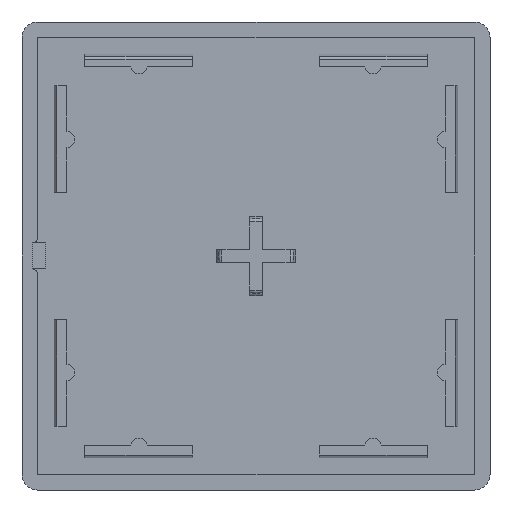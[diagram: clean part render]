
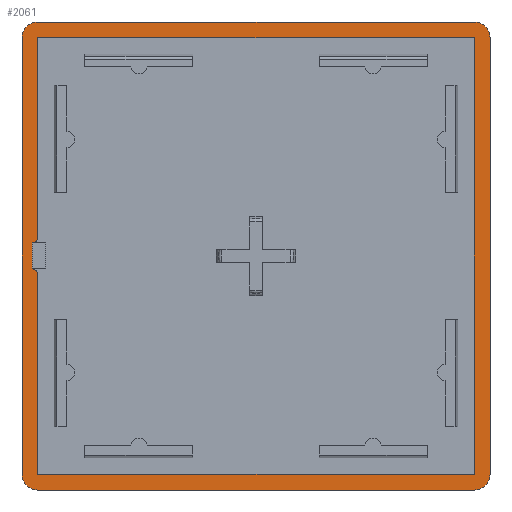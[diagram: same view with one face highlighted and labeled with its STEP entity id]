
A CAD part, front view. The second image highlights one B-rep face of the part: STEP entity #2061.
In plain terms, the highlighted planar face has unit normal (0, -1, 0).
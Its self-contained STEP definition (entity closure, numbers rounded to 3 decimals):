
#28=FACE_BOUND('',#281,.T.);
#42=PLANE('',#2239);
#153=FACE_OUTER_BOUND('',#280,.T.);
#280=EDGE_LOOP('',(#1573,#1574,#1575,#1576,#1577,#1578,#1579,#1580));
#281=EDGE_LOOP('',(#1581,#1582,#1583,#1584,#1585,#1586,#1587,#1588));
#463=LINE('',#3268,#695);
#467=LINE('',#3280,#699);
#471=LINE('',#3292,#703);
#474=LINE('',#3301,#706);
#475=LINE('',#3305,#707);
#476=LINE('',#3309,#708);
#477=LINE('',#3313,#709);
#478=LINE('',#3315,#710);
#479=LINE('',#3317,#711);
#480=LINE('',#3318,#712);
#695=VECTOR('',#2552,1000.);
#699=VECTOR('',#2564,1000.);
#703=VECTOR('',#2576,1000.);
#706=VECTOR('',#2587,1000.);
#707=VECTOR('',#2590,1000.);
#708=VECTOR('',#2593,1000.);
#709=VECTOR('',#2596,1000.);
#710=VECTOR('',#2597,1000.);
#711=VECTOR('',#2598,1000.);
#712=VECTOR('',#2599,1000.);
#867=CIRCLE('',#2225,3.);
#869=CIRCLE('',#2229,3.);
#871=CIRCLE('',#2233,3.);
#873=CIRCLE('',#2237,3.);
#874=CIRCLE('',#2240,1.);
#875=CIRCLE('',#2241,1.);
#1005=VERTEX_POINT('',#3255);
#1008=VERTEX_POINT('',#3260);
#1009=VERTEX_POINT('',#3264);
#1011=VERTEX_POINT('',#3270);
#1013=VERTEX_POINT('',#3276);
#1015=VERTEX_POINT('',#3282);
#1017=VERTEX_POINT('',#3288);
#1019=VERTEX_POINT('',#3294);
#1021=VERTEX_POINT('',#3303);
#1022=VERTEX_POINT('',#3304);
#1023=VERTEX_POINT('',#3306);
#1024=VERTEX_POINT('',#3308);
#1025=VERTEX_POINT('',#3310);
#1026=VERTEX_POINT('',#3312);
#1027=VERTEX_POINT('',#3314);
#1028=VERTEX_POINT('',#3316);
#1223=EDGE_CURVE('',#1008,#1005,#867,.T.);
#1226=EDGE_CURVE('',#1005,#1009,#463,.T.);
#1229=EDGE_CURVE('',#1009,#1011,#869,.T.);
#1232=EDGE_CURVE('',#1011,#1013,#467,.T.);
#1235=EDGE_CURVE('',#1013,#1015,#871,.T.);
#1238=EDGE_CURVE('',#1015,#1017,#471,.T.);
#1241=EDGE_CURVE('',#1017,#1019,#873,.T.);
#1243=EDGE_CURVE('',#1019,#1008,#474,.T.);
#1244=EDGE_CURVE('',#1021,#1022,#475,.T.);
#1245=EDGE_CURVE('',#1023,#1022,#874,.T.);
#1246=EDGE_CURVE('',#1023,#1024,#476,.T.);
#1247=EDGE_CURVE('',#1025,#1024,#875,.T.);
#1248=EDGE_CURVE('',#1025,#1026,#477,.T.);
#1249=EDGE_CURVE('',#1026,#1027,#478,.T.);
#1250=EDGE_CURVE('',#1027,#1028,#479,.T.);
#1251=EDGE_CURVE('',#1028,#1021,#480,.T.);
#1573=ORIENTED_EDGE('',*,*,#1223,.F.);
#1574=ORIENTED_EDGE('',*,*,#1243,.F.);
#1575=ORIENTED_EDGE('',*,*,#1241,.F.);
#1576=ORIENTED_EDGE('',*,*,#1238,.F.);
#1577=ORIENTED_EDGE('',*,*,#1235,.F.);
#1578=ORIENTED_EDGE('',*,*,#1232,.F.);
#1579=ORIENTED_EDGE('',*,*,#1229,.F.);
#1580=ORIENTED_EDGE('',*,*,#1226,.F.);
#1581=ORIENTED_EDGE('',*,*,#1244,.T.);
#1582=ORIENTED_EDGE('',*,*,#1245,.F.);
#1583=ORIENTED_EDGE('',*,*,#1246,.T.);
#1584=ORIENTED_EDGE('',*,*,#1247,.F.);
#1585=ORIENTED_EDGE('',*,*,#1248,.T.);
#1586=ORIENTED_EDGE('',*,*,#1249,.T.);
#1587=ORIENTED_EDGE('',*,*,#1250,.T.);
#1588=ORIENTED_EDGE('',*,*,#1251,.T.);
#2061=ADVANCED_FACE('',(#153,#28),#42,.F.);
#2225=AXIS2_PLACEMENT_3D('',#3262,#2546,#2547);
#2229=AXIS2_PLACEMENT_3D('',#3274,#2558,#2559);
#2233=AXIS2_PLACEMENT_3D('',#3286,#2570,#2571);
#2237=AXIS2_PLACEMENT_3D('',#3298,#2582,#2583);
#2239=AXIS2_PLACEMENT_3D('',#3302,#2588,#2589);
#2240=AXIS2_PLACEMENT_3D('',#3307,#2591,#2592);
#2241=AXIS2_PLACEMENT_3D('',#3311,#2594,#2595);
#2546=DIRECTION('center_axis',(0.,1.,0.));
#2547=DIRECTION('ref_axis',(1.,0.,0.));
#2552=DIRECTION('',(0.,0.,1.));
#2558=DIRECTION('center_axis',(0.,1.,0.));
#2559=DIRECTION('ref_axis',(1.,0.,0.));
#2564=DIRECTION('',(1.,0.,0.));
#2570=DIRECTION('center_axis',(0.,1.,0.));
#2571=DIRECTION('ref_axis',(1.,0.,0.));
#2576=DIRECTION('',(0.,0.,-1.));
#2582=DIRECTION('center_axis',(0.,1.,0.));
#2583=DIRECTION('ref_axis',(1.,0.,0.));
#2587=DIRECTION('',(-1.,0.,0.));
#2588=DIRECTION('center_axis',(0.,1.,0.));
#2589=DIRECTION('ref_axis',(0.,0.,1.));
#2590=DIRECTION('',(0.,0.,1.));
#2591=DIRECTION('center_axis',(0.,1.,0.));
#2592=DIRECTION('ref_axis',(1.,0.,0.));
#2593=DIRECTION('',(0.,0.,1.));
#2594=DIRECTION('center_axis',(0.,1.,0.));
#2595=DIRECTION('ref_axis',(1.,0.,0.));
#2596=DIRECTION('',(0.,0.,1.));
#2597=DIRECTION('',(1.,0.,0.));
#2598=DIRECTION('',(0.,0.,-1.));
#2599=DIRECTION('',(-1.,0.,0.));
#3255=CARTESIAN_POINT('',(-45.,-4.,-42.));
#3260=CARTESIAN_POINT('',(-42.,-4.,-45.));
#3262=CARTESIAN_POINT('Origin',(-42.,-4.,-42.));
#3264=CARTESIAN_POINT('',(-45.,-4.,42.));
#3268=CARTESIAN_POINT('',(-45.,-4.,-42.));
#3270=CARTESIAN_POINT('',(-42.,-4.,45.));
#3274=CARTESIAN_POINT('Origin',(-42.,-4.,42.));
#3276=CARTESIAN_POINT('',(42.,-4.,45.));
#3280=CARTESIAN_POINT('',(-42.,-4.,45.));
#3282=CARTESIAN_POINT('',(45.,-4.,42.));
#3286=CARTESIAN_POINT('Origin',(42.,-4.,42.));
#3288=CARTESIAN_POINT('',(45.,-4.,-42.));
#3292=CARTESIAN_POINT('',(45.,-4.,42.));
#3294=CARTESIAN_POINT('',(42.,-4.,-45.));
#3298=CARTESIAN_POINT('Origin',(42.,-4.,-42.));
#3301=CARTESIAN_POINT('',(42.,-4.,-45.));
#3302=CARTESIAN_POINT('Origin',(-42.,-4.,-42.));
#3303=CARTESIAN_POINT('',(-42.,-4.,-42.));
#3304=CARTESIAN_POINT('',(-42.,-4.,-3.5));
#3305=CARTESIAN_POINT('',(-42.,-4.,-42.));
#3306=CARTESIAN_POINT('',(-43.,-4.,-2.5));
#3307=CARTESIAN_POINT('Origin',(-43.,-4.,-3.5));
#3308=CARTESIAN_POINT('',(-43.,-4.,2.5));
#3309=CARTESIAN_POINT('',(-43.,-4.,-2.5));
#3310=CARTESIAN_POINT('',(-42.,-4.,3.5));
#3311=CARTESIAN_POINT('Origin',(-43.,-4.,3.5));
#3312=CARTESIAN_POINT('',(-42.,-4.,42.));
#3313=CARTESIAN_POINT('',(-42.,-4.,3.5));
#3314=CARTESIAN_POINT('',(42.,-4.,42.));
#3315=CARTESIAN_POINT('',(-42.,-4.,42.));
#3316=CARTESIAN_POINT('',(42.,-4.,-42.));
#3317=CARTESIAN_POINT('',(42.,-4.,42.));
#3318=CARTESIAN_POINT('',(42.,-4.,-42.));
